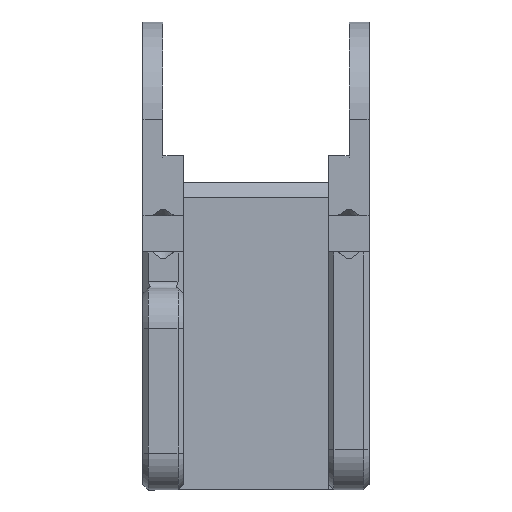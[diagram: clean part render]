
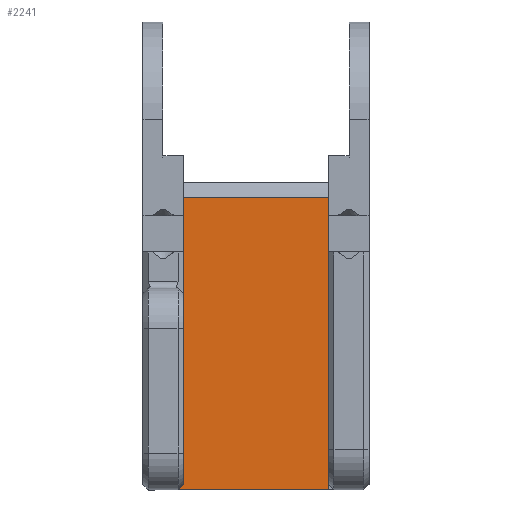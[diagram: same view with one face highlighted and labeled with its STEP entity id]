
A CAD part, left-side view. The second image highlights one B-rep face of the part: STEP entity #2241.
In plain terms, the highlighted planar face has unit normal (-1, 0, 0).
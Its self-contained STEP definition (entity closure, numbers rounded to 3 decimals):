
#136=PLANE('',#2425);
#236=FACE_OUTER_BOUND('',#366,.T.);
#366=EDGE_LOOP('',(#1882,#1883,#1884,#1885,#1886));
#576=LINE('',#3784,#820);
#582=LINE('',#3876,#826);
#586=LINE('',#3884,#830);
#587=LINE('',#3886,#831);
#588=LINE('',#3887,#832);
#820=VECTOR('',#2868,10.);
#826=VECTOR('',#2880,10.);
#830=VECTOR('',#2886,750.);
#831=VECTOR('',#2887,750.);
#832=VECTOR('',#2888,10.);
#1105=VERTEX_POINT('',#3780);
#1107=VERTEX_POINT('',#3783);
#1114=VERTEX_POINT('',#3875);
#1117=VERTEX_POINT('',#3883);
#1118=VERTEX_POINT('',#3885);
#1375=EDGE_CURVE('',#1107,#1105,#576,.T.);
#1384=EDGE_CURVE('',#1107,#1114,#582,.T.);
#1388=EDGE_CURVE('',#1105,#1117,#586,.T.);
#1389=EDGE_CURVE('',#1117,#1118,#587,.T.);
#1390=EDGE_CURVE('',#1114,#1118,#588,.F.);
#1882=ORIENTED_EDGE('',*,*,#1375,.T.);
#1883=ORIENTED_EDGE('',*,*,#1388,.T.);
#1884=ORIENTED_EDGE('',*,*,#1389,.T.);
#1885=ORIENTED_EDGE('',*,*,#1390,.F.);
#1886=ORIENTED_EDGE('',*,*,#1384,.F.);
#2241=ADVANCED_FACE('',(#236),#136,.T.);
#2425=AXIS2_PLACEMENT_3D('',#3882,#2884,#2885);
#2868=DIRECTION('',(0.,0.,1.));
#2880=DIRECTION('',(0.,1.,0.));
#2884=DIRECTION('center_axis',(-1.,0.,0.));
#2885=DIRECTION('ref_axis',(0.,1.,0.));
#2886=DIRECTION('',(0.,1.,0.));
#2887=DIRECTION('',(0.,0.,-1.));
#2888=DIRECTION('',(0.,0.707,-0.707));
#3780=CARTESIAN_POINT('',(202.977,332.594,102.271));
#3783=CARTESIAN_POINT('',(202.977,332.594,80.526));
#3784=CARTESIAN_POINT('',(202.977,332.594,98.376));
#3875=CARTESIAN_POINT('',(202.977,343.794,80.526));
#3876=CARTESIAN_POINT('',(202.977,340.99,80.526));
#3882=CARTESIAN_POINT('Origin',(202.977,343.394,98.207));
#3883=CARTESIAN_POINT('',(202.977,343.394,102.271));
#3884=CARTESIAN_POINT('',(202.977,345.419,102.271));
#3885=CARTESIAN_POINT('',(202.977,343.394,80.926));
#3886=CARTESIAN_POINT('',(202.977,343.394,92.894));
#3887=CARTESIAN_POINT('',(202.977,339.174,85.146));
